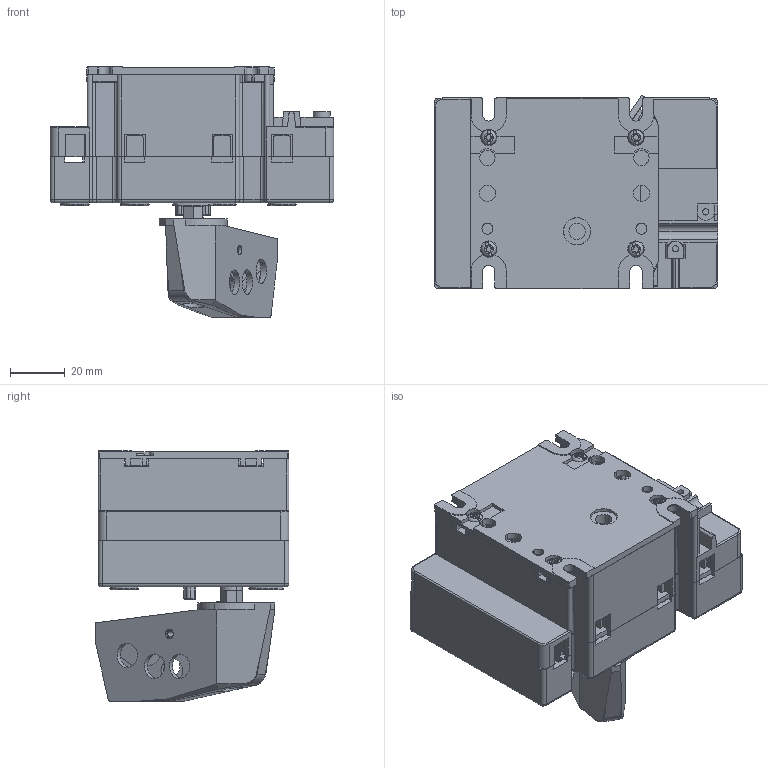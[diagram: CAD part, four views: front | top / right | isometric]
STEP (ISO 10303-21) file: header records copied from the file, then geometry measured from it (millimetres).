
FILE_DESCRIPTION (( 'STEP AP203' ), '1' );
FILE_NAME ('psds-63-3 Ðóáèëüíèê-âûêëþ÷àòåëü 63A 3P c ðóêîÿòêîé óïðàâëåíèÿ äëÿ ïðÿìîé óñòàíîâêè PowerSwitch EKF.STEP', '2026-04-09T08:01:18', ( '' ), ( '' ), 'SwSTEP 2.0', 'SolidWorks 2021', '' );
FILE_SCHEMA (( 'CONFIG_CONTROL_DESIGN' ));
Length unit declared in the file: millimetre
Products named in the file (1): psds-63-3 Ðóáèëüíèê-âûêëþ÷àòåëü 63A 3P c ðóêîÿòêîé óïðàâëåíèÿ äëÿ ïðÿìîé óñòàíîâêè PowerSwitch EKF
Bounding box: 104 x 71.13 x 91.8 mm (x, y, z)
Volume: 125664.9 mm3; surface area: 116871.5 mm2
Topology: 30 solids, 30 shells, 2784 faces, 7809 edges, 5121 vertices
Faces by surface type: plane 1651, cylinder 859, bspline 92, torus 87, cone 75, sphere 20
Entity records: 142856 total; most frequent: CARTESIAN_POINT 71663, ORIENTED_EDGE 15618, DIRECTION 13841, EDGE_CURVE 7809, VECTOR 5165, LINE 5165, VERTEX_POINT 5121, AXIS2_PLACEMENT_3D 4338
